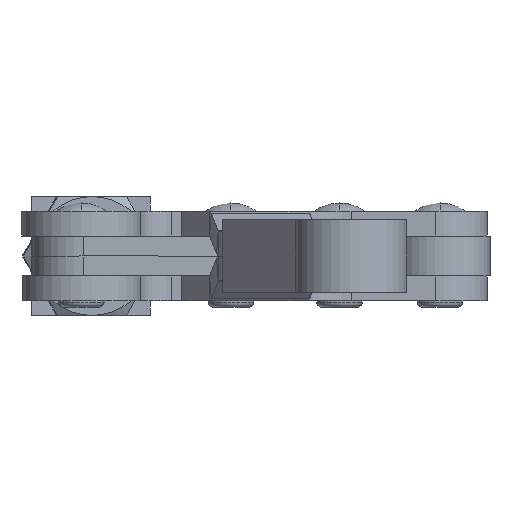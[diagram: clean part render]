
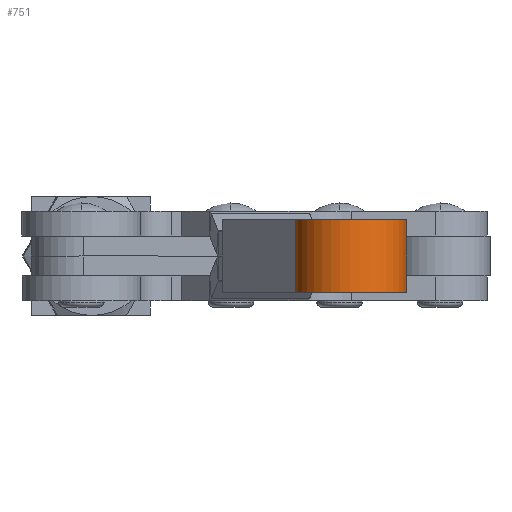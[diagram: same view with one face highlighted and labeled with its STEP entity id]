
A CAD part, front view. The second image highlights one B-rep face of the part: STEP entity #751.
In plain terms, the highlighted cylindrical face has radius 9 mm (diameter 18 mm), a partial arc.
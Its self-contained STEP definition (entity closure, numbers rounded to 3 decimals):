
#135 = CARTESIAN_POINT ( 'NONE',  ( 43.799, -143.894, 2.6 ) ) ;
#345 = EDGE_CURVE ( 'NONE', #952, #869, #2542, .T. ) ;
#391 = ORIENTED_EDGE ( 'NONE', *, *, #4943, .T. ) ;
#403 = DIRECTION ( 'NONE',  ( 0., 0., -1. ) ) ;
#590 = VECTOR ( 'NONE', #7174, 1000. ) ;
#725 = DIRECTION ( 'NONE',  ( -0.999, 0.041, 0. ) ) ;
#751 = ADVANCED_FACE ( 'NONE', ( #1294 ), #2295, .T. ) ;
#869 = VERTEX_POINT ( 'NONE', #9171 ) ;
#952 = VERTEX_POINT ( 'NONE', #3839 ) ;
#1264 = CARTESIAN_POINT ( 'NONE',  ( 61.577, -141.078, 2.6 ) ) ;
#1294 = FACE_OUTER_BOUND ( 'NONE', #5588, .T. ) ;
#1843 = AXIS2_PLACEMENT_3D ( 'NONE', #6284, #9137, #725 ) ;
#2295 = CYLINDRICAL_SURFACE ( 'NONE', #1843, 9. ) ;
#2401 = ORIENTED_EDGE ( 'NONE', *, *, #345, .F. ) ;
#2486 = VERTEX_POINT ( 'NONE', #1264 ) ;
#2542 = CIRCLE ( 'NONE', #3224, 9. ) ;
#2678 = LINE ( 'NONE', #135, #590 ) ;
#3077 = CARTESIAN_POINT ( 'NONE',  ( 52.688, -142.486, 2.6 ) ) ;
#3118 = EDGE_CURVE ( 'NONE', #2486, #952, #6894, .T. ) ;
#3138 = VECTOR ( 'NONE', #3739, 1000. ) ;
#3224 = AXIS2_PLACEMENT_3D ( 'NONE', #7025, #403, #3453 ) ;
#3453 = DIRECTION ( 'NONE',  ( -0.999, 0.041, 0. ) ) ;
#3548 = CARTESIAN_POINT ( 'NONE',  ( 43.799, -143.894, 2.6 ) ) ;
#3739 = DIRECTION ( 'NONE',  ( 0., 0., -1. ) ) ;
#3752 = DIRECTION ( 'NONE',  ( -0.999, 0.041, 0. ) ) ;
#3839 = CARTESIAN_POINT ( 'NONE',  ( 61.577, -141.078, -9. ) ) ;
#3891 = CIRCLE ( 'NONE', #6186, 9. ) ;
#4471 = EDGE_CURVE ( 'NONE', #2486, #7704, #3891, .T. ) ;
#4911 = ORIENTED_EDGE ( 'NONE', *, *, #4471, .T. ) ;
#4943 = EDGE_CURVE ( 'NONE', #7704, #869, #2678, .T. ) ;
#5588 = EDGE_LOOP ( 'NONE', ( #2401, #7995, #4911, #391 ) ) ;
#6186 = AXIS2_PLACEMENT_3D ( 'NONE', #3077, #8054, #3752 ) ;
#6284 = CARTESIAN_POINT ( 'NONE',  ( 52.688, -142.486, 2.6 ) ) ;
#6894 = LINE ( 'NONE', #7532, #3138 ) ;
#7025 = CARTESIAN_POINT ( 'NONE',  ( 52.688, -142.486, -9. ) ) ;
#7174 = DIRECTION ( 'NONE',  ( 0., 0., -1. ) ) ;
#7532 = CARTESIAN_POINT ( 'NONE',  ( 61.577, -141.078, 2.6 ) ) ;
#7704 = VERTEX_POINT ( 'NONE', #3548 ) ;
#7995 = ORIENTED_EDGE ( 'NONE', *, *, #3118, .F. ) ;
#8054 = DIRECTION ( 'NONE',  ( 0., 0., -1. ) ) ;
#9137 = DIRECTION ( 'NONE',  ( 0., 0., -1. ) ) ;
#9171 = CARTESIAN_POINT ( 'NONE',  ( 43.799, -143.894, -9. ) ) ;
